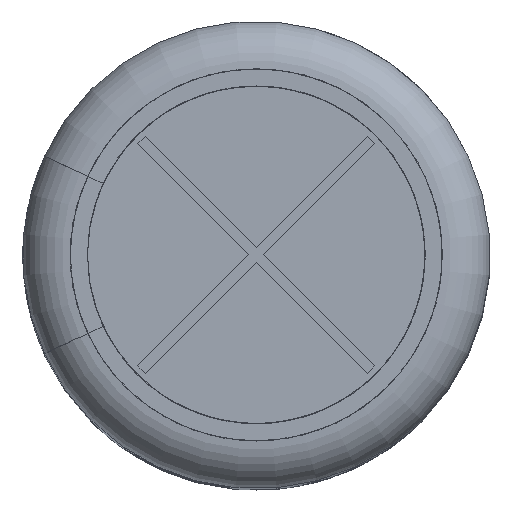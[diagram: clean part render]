
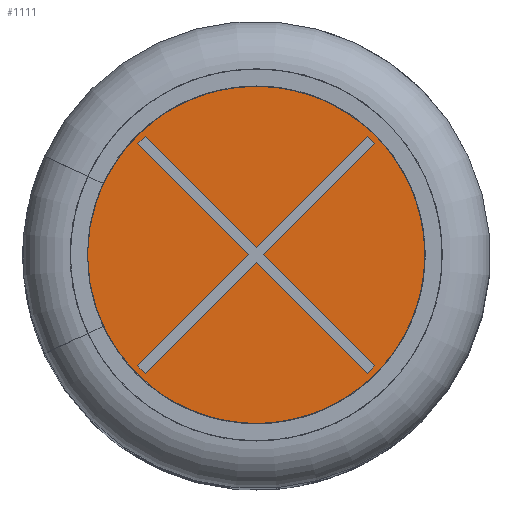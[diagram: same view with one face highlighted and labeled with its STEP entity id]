
A CAD part, top view. The second image highlights one B-rep face of the part: STEP entity #1111.
In plain terms, the highlighted planar face has unit normal (0, 0, 1).
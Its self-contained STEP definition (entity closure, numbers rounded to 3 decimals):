
#1111 = ADVANCED_FACE( '', ( #2532, #2533 ), #2534, .T. );
#2532 = FACE_OUTER_BOUND( '', #9535, .T. );
#2533 = FACE_BOUND( '', #9536, .T. );
#2534 = PLANE( '', #9537 );
#9535 = EDGE_LOOP( '', ( #15213 ) );
#9536 = EDGE_LOOP( '', ( #15214, #15215, #15216, #15217, #15218, #15219, #15220, #15221, #15222, #15223, #15224, #15225 ) );
#9537 = AXIS2_PLACEMENT_3D( '', #15226, #15227, #15228 );
#15213 = ORIENTED_EDGE( '', *, *, #18394, .F. );
#15214 = ORIENTED_EDGE( '', *, *, #17406, .T. );
#15215 = ORIENTED_EDGE( '', *, *, #18201, .T. );
#15216 = ORIENTED_EDGE( '', *, *, #17421, .T. );
#15217 = ORIENTED_EDGE( '', *, *, #18395, .T. );
#15218 = ORIENTED_EDGE( '', *, *, #17258, .T. );
#15219 = ORIENTED_EDGE( '', *, *, #17245, .T. );
#15220 = ORIENTED_EDGE( '', *, *, #18396, .T. );
#15221 = ORIENTED_EDGE( '', *, *, #18397, .T. );
#15222 = ORIENTED_EDGE( '', *, *, #18132, .T. );
#15223 = ORIENTED_EDGE( '', *, *, #17086, .T. );
#15224 = ORIENTED_EDGE( '', *, *, #18398, .T. );
#15225 = ORIENTED_EDGE( '', *, *, #17989, .T. );
#15226 = CARTESIAN_POINT( '', ( -7.167, 0., 40.78 ) );
#15227 = DIRECTION( '', ( 0., 0., 1. ) );
#15228 = DIRECTION( '', ( 1., 0., 0. ) );
#17086 = EDGE_CURVE( '', #18891, #18892, #18893, .T. );
#17245 = EDGE_CURVE( '', #19177, #19178, #19179, .T. );
#17258 = EDGE_CURVE( '', #19198, #19177, #19199, .T. );
#17406 = EDGE_CURVE( '', #19454, #19455, #19456, .T. );
#17421 = EDGE_CURVE( '', #19481, #19482, #19483, .T. );
#17989 = EDGE_CURVE( '', #20431, #19454, #20432, .T. );
#18132 = EDGE_CURVE( '', #20636, #18891, #20637, .T. );
#18201 = EDGE_CURVE( '', #19455, #19481, #20731, .T. );
#18394 = EDGE_CURVE( '', #20982, #20982, #20983, .T. );
#18395 = EDGE_CURVE( '', #19482, #19198, #20984, .T. );
#18396 = EDGE_CURVE( '', #19178, #20985, #20986, .T. );
#18397 = EDGE_CURVE( '', #20985, #20636, #20987, .T. );
#18398 = EDGE_CURVE( '', #18892, #20431, #20988, .T. );
#18891 = VERTEX_POINT( '', #21565 );
#18892 = VERTEX_POINT( '', #21566 );
#18893 = LINE( '', #21567, #21568 );
#19177 = VERTEX_POINT( '', #22264 );
#19178 = VERTEX_POINT( '', #22265 );
#19179 = LINE( '', #22266, #22267 );
#19198 = VERTEX_POINT( '', #22297 );
#19199 = LINE( '', #22298, #22299 );
#19454 = VERTEX_POINT( '', #22847 );
#19455 = VERTEX_POINT( '', #22848 );
#19456 = LINE( '', #22849, #22850 );
#19481 = VERTEX_POINT( '', #22885 );
#19482 = VERTEX_POINT( '', #22886 );
#19483 = LINE( '', #22887, #22888 );
#20431 = VERTEX_POINT( '', #25520 );
#20432 = LINE( '', #25521, #25522 );
#20636 = VERTEX_POINT( '', #26144 );
#20637 = LINE( '', #26145, #26146 );
#20731 = LINE( '', #26382, #26383 );
#20982 = VERTEX_POINT( '', #26948 );
#20983 = CIRCLE( '', #26949, 7.167 );
#20984 = LINE( '', #26950, #26951 );
#20985 = VERTEX_POINT( '', #26952 );
#20986 = LINE( '', #26953, #26954 );
#20987 = LINE( '', #26955, #26956 );
#20988 = LINE( '', #26957, #26958 );
#21565 = CARTESIAN_POINT( '', ( -4.276, -4.559, 40.78 ) );
#21566 = CARTESIAN_POINT( '', ( -4.559, -4.276, 40.78 ) );
#21567 = CARTESIAN_POINT( '', ( -4.276, -4.559, 40.78 ) );
#21568 = VECTOR( '', #28433, 1000. );
#22264 = CARTESIAN_POINT( '', ( 0.283, 0., 40.78 ) );
#22265 = CARTESIAN_POINT( '', ( 4.559, -4.276, 40.78 ) );
#22266 = CARTESIAN_POINT( '', ( 0.283, 0., 40.78 ) );
#22267 = VECTOR( '', #28608, 1000. );
#22297 = CARTESIAN_POINT( '', ( 4.559, 4.276, 40.78 ) );
#22298 = CARTESIAN_POINT( '', ( 0.283, 0., 40.78 ) );
#22299 = VECTOR( '', #28619, 1000. );
#22847 = CARTESIAN_POINT( '', ( -4.559, 4.276, 40.78 ) );
#22848 = CARTESIAN_POINT( '', ( -4.276, 4.559, 40.78 ) );
#22849 = CARTESIAN_POINT( '', ( -4.276, 4.559, 40.78 ) );
#22850 = VECTOR( '', #28757, 1000. );
#22885 = CARTESIAN_POINT( '', ( 0., 0.283, 40.78 ) );
#22886 = CARTESIAN_POINT( '', ( 4.276, 4.559, 40.78 ) );
#22887 = CARTESIAN_POINT( '', ( 0., 0.283, 40.78 ) );
#22888 = VECTOR( '', #28774, 1000. );
#25520 = CARTESIAN_POINT( '', ( -0.283, 0., 40.78 ) );
#25521 = CARTESIAN_POINT( '', ( -0.283, 0., 40.78 ) );
#25522 = VECTOR( '', #29391, 1000. );
#26144 = CARTESIAN_POINT( '', ( 0., -0.283, 40.78 ) );
#26145 = CARTESIAN_POINT( '', ( 0., -0.283, 40.78 ) );
#26146 = VECTOR( '', #29509, 1000. );
#26382 = CARTESIAN_POINT( '', ( 0., 0.283, 40.78 ) );
#26383 = VECTOR( '', #29568, 1000. );
#26948 = CARTESIAN_POINT( '', ( -7.167, 0., 40.78 ) );
#26949 = AXIS2_PLACEMENT_3D( '', #29739, #29740, #29741 );
#26950 = CARTESIAN_POINT( '', ( 4.559, 4.276, 40.78 ) );
#26951 = VECTOR( '', #29742, 1000. );
#26952 = CARTESIAN_POINT( '', ( 4.276, -4.559, 40.78 ) );
#26953 = CARTESIAN_POINT( '', ( 4.559, -4.276, 40.78 ) );
#26954 = VECTOR( '', #29743, 1000. );
#26955 = CARTESIAN_POINT( '', ( 0., -0.283, 40.78 ) );
#26956 = VECTOR( '', #29744, 1000. );
#26957 = CARTESIAN_POINT( '', ( -0.283, 0., 40.78 ) );
#26958 = VECTOR( '', #29745, 1000. );
#28433 = DIRECTION( '', ( -0.707, 0.707, 0. ) );
#28608 = DIRECTION( '', ( 0.707, -0.707, 0. ) );
#28619 = DIRECTION( '', ( -0.707, -0.707, 0. ) );
#28757 = DIRECTION( '', ( 0.707, 0.707, 0. ) );
#28774 = DIRECTION( '', ( 0.707, 0.707, 0. ) );
#29391 = DIRECTION( '', ( -0.707, 0.707, 0. ) );
#29509 = DIRECTION( '', ( -0.707, -0.707, 0. ) );
#29568 = DIRECTION( '', ( 0.707, -0.707, 0. ) );
#29739 = CARTESIAN_POINT( '', ( 0., 0., 40.78 ) );
#29740 = DIRECTION( '', ( 0., 0., -1. ) );
#29741 = DIRECTION( '', ( -1., 0., 0. ) );
#29742 = DIRECTION( '', ( 0.707, -0.707, 0. ) );
#29743 = DIRECTION( '', ( -0.707, -0.707, 0. ) );
#29744 = DIRECTION( '', ( -0.707, 0.707, 0. ) );
#29745 = DIRECTION( '', ( 0.707, 0.707, 0. ) );
